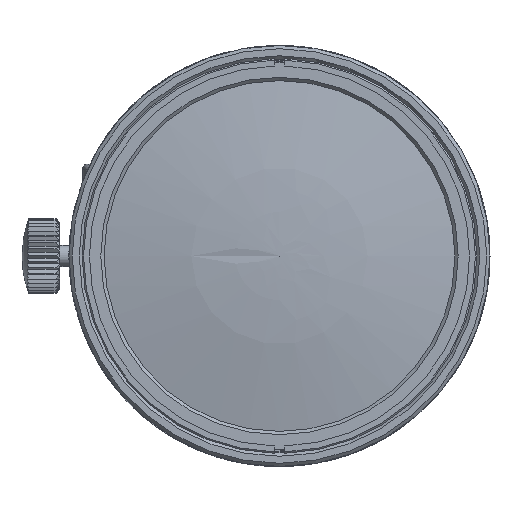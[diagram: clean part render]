
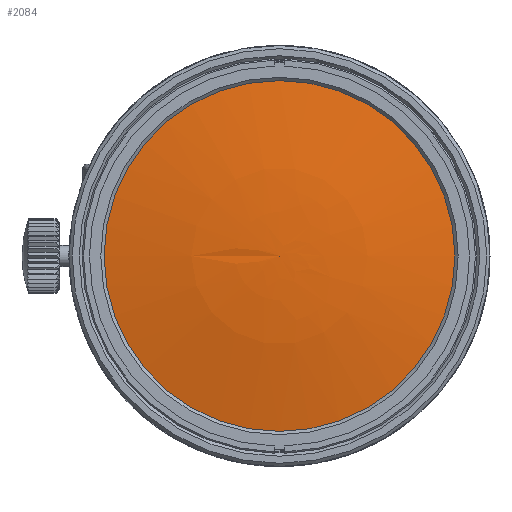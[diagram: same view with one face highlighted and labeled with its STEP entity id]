
A CAD part, left-side view. The second image highlights one B-rep face of the part: STEP entity #2084.
In plain terms, the highlighted face is a revolution surface.
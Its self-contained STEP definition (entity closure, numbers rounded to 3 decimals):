
#169=SURFACE_OF_REVOLUTION('',#406,#172);
#172=AXIS1_PLACEMENT('',#16316,#13171);
#176=VERTEX_LOOP('',#7834);
#406=B_SPLINE_CURVE_WITH_KNOTS('',3,(#16312,#16313,#16314,#16315),
 .UNSPECIFIED.,.F.,.F.,(4,4),(0.,1.),.UNSPECIFIED.);
#2084=ADVANCED_FACE('',(#2726,#2727),#169,.F.);
#2726=FACE_BOUND('',#176,.T.);
#2727=FACE_BOUND('',#3358,.T.);
#3358=EDGE_LOOP('',(#5493));
#4012=CIRCLE('',#11541,16.25);
#5493=ORIENTED_EDGE('',*,*,#9457,.F.);
#7834=VERTEX_POINT('',#16309);
#7835=VERTEX_POINT('',#16311);
#9457=EDGE_CURVE('',#7835,#7835,#4012,.T.);
#11541=AXIS2_PLACEMENT_3D('',#16310,#13169,#13170);
#13169=DIRECTION('',(1.,0.,0.));
#13170=DIRECTION('',(0.,0.,1.));
#13171=DIRECTION('',(-1.,0.,0.));
#16309=CARTESIAN_POINT('',(-84.295,0.,0.));
#16310=CARTESIAN_POINT('',(-82.663,0.,0.));
#16311=CARTESIAN_POINT('',(-82.663,0.,16.25));
#16312=CARTESIAN_POINT('',(-84.295,0.,0.));
#16313=CARTESIAN_POINT('',(-84.295,5.417,0.));
#16314=CARTESIAN_POINT('',(-83.762,10.833,0.));
#16315=CARTESIAN_POINT('',(-82.663,16.25,0.));
#16316=CARTESIAN_POINT('',(-84.295,0.,0.));
